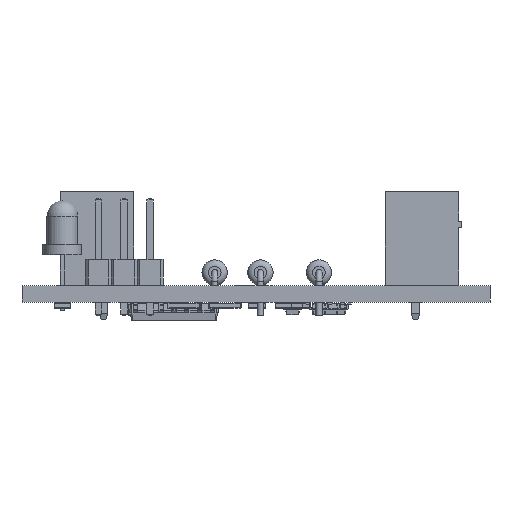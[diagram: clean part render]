
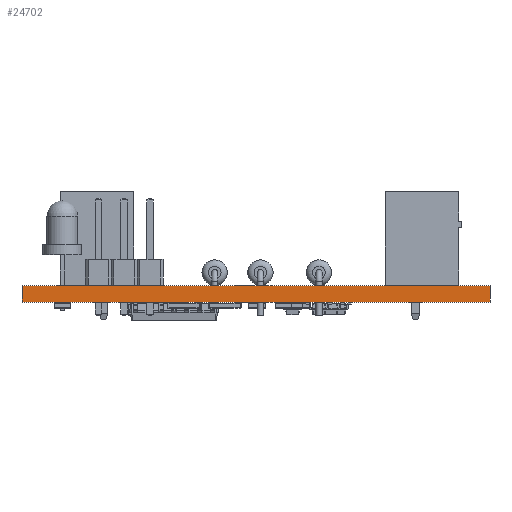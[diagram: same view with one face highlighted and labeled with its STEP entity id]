
A CAD part, front view. The second image highlights one B-rep face of the part: STEP entity #24702.
In plain terms, the highlighted planar face has unit normal (0, -1, 0).
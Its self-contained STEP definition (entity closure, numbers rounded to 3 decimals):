
#24702 = ADVANCED_FACE('',(#24703),#24737,.T.);
#24703 = FACE_BOUND('',#24704,.T.);
#24704 = EDGE_LOOP('',(#24705,#24715,#24723,#24731));
#24705 = ORIENTED_EDGE('',*,*,#24706,.T.);
#24706 = EDGE_CURVE('',#24707,#24709,#24711,.T.);
#24707 = VERTEX_POINT('',#24708);
#24708 = CARTESIAN_POINT('',(182.,-140.,0.));
#24709 = VERTEX_POINT('',#24710);
#24710 = CARTESIAN_POINT('',(182.,-140.,1.6));
#24711 = LINE('',#24712,#24713);
#24712 = CARTESIAN_POINT('',(182.,-140.,0.));
#24713 = VECTOR('',#24714,1.);
#24714 = DIRECTION('',(0.,0.,1.));
#24715 = ORIENTED_EDGE('',*,*,#24716,.T.);
#24716 = EDGE_CURVE('',#24709,#24717,#24719,.T.);
#24717 = VERTEX_POINT('',#24718);
#24718 = CARTESIAN_POINT('',(136.,-140.,1.6));
#24719 = LINE('',#24720,#24721);
#24720 = CARTESIAN_POINT('',(182.,-140.,1.6));
#24721 = VECTOR('',#24722,1.);
#24722 = DIRECTION('',(-1.,0.,0.));
#24723 = ORIENTED_EDGE('',*,*,#24724,.F.);
#24724 = EDGE_CURVE('',#24725,#24717,#24727,.T.);
#24725 = VERTEX_POINT('',#24726);
#24726 = CARTESIAN_POINT('',(136.,-140.,0.));
#24727 = LINE('',#24728,#24729);
#24728 = CARTESIAN_POINT('',(136.,-140.,0.));
#24729 = VECTOR('',#24730,1.);
#24730 = DIRECTION('',(0.,0.,1.));
#24731 = ORIENTED_EDGE('',*,*,#24732,.F.);
#24732 = EDGE_CURVE('',#24707,#24725,#24733,.T.);
#24733 = LINE('',#24734,#24735);
#24734 = CARTESIAN_POINT('',(182.,-140.,0.));
#24735 = VECTOR('',#24736,1.);
#24736 = DIRECTION('',(-1.,0.,0.));
#24737 = PLANE('',#24738);
#24738 = AXIS2_PLACEMENT_3D('',#24739,#24740,#24741);
#24739 = CARTESIAN_POINT('',(182.,-140.,0.));
#24740 = DIRECTION('',(0.,-1.,0.));
#24741 = DIRECTION('',(-1.,0.,0.));
